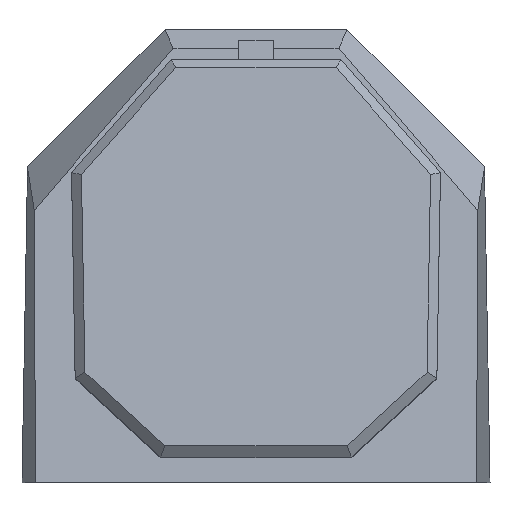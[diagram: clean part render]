
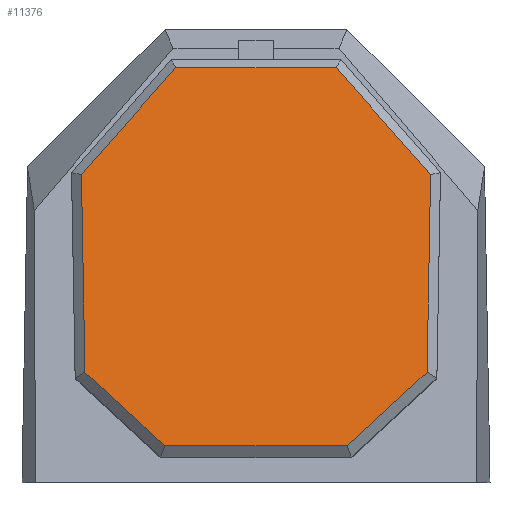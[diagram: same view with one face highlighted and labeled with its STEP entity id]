
A CAD part, front view. The second image highlights one B-rep face of the part: STEP entity #11376.
In plain terms, the highlighted face is planar.
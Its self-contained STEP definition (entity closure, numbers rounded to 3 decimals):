
#6817=DIRECTION('',(-0.682,0.,0.731));
#6818=VECTOR('',#6817,22.169);
#6819=CARTESIAN_POINT('',(38.95,0.,18.512));
#6820=LINE('',#6819,#6818);
#6824=DIRECTION('',(0.,0.,1.));
#6825=VECTOR('',#6824,37.024);
#6826=CARTESIAN_POINT('',(38.95,0.,-18.512));
#6827=LINE('',#6826,#6825);
#6831=DIRECTION('',(0.682,0.,0.731));
#6832=VECTOR('',#6831,22.169);
#6833=CARTESIAN_POINT('',(23.831,0.,-34.726));
#6834=LINE('',#6833,#6832);
#6838=DIRECTION('',(1.,0.,0.017));
#6839=VECTOR('',#6838,40.759);
#6840=CARTESIAN_POINT('',(-16.922,0.,-35.437));
#6841=LINE('',#6840,#6839);
#6845=DIRECTION('',(0.755,0.,-0.656));
#6846=VECTOR('',#6845,29.187);
#6847=CARTESIAN_POINT('',(-38.95,0.,-16.289));
#6848=LINE('',#6847,#6846);
#6852=DIRECTION('',(0.,0.,-1.));
#6853=VECTOR('',#6852,32.577);
#6854=CARTESIAN_POINT('',(-38.95,0.,16.289));
#6855=LINE('',#6854,#6853);
#6859=DIRECTION('',(-0.755,0.,-0.656));
#6860=VECTOR('',#6859,29.187);
#6861=CARTESIAN_POINT('',(-16.922,0.,35.437));
#6862=LINE('',#6861,#6860);
#6866=DIRECTION('',(-1.,0.,0.017));
#6867=VECTOR('',#6866,40.759);
#6868=CARTESIAN_POINT('',(23.831,0.,34.726));
#6869=LINE('',#6868,#6867);
#11325=CARTESIAN_POINT('',(38.95,0.,18.512));
#11326=CARTESIAN_POINT('',(23.831,0.,34.726));
#11327=VERTEX_POINT('',#11325);
#11328=VERTEX_POINT('',#11326);
#11329=CARTESIAN_POINT('',(-16.922,0.,35.437));
#11330=VERTEX_POINT('',#11329);
#11333=CARTESIAN_POINT('',(-38.95,0.,16.289));
#11334=VERTEX_POINT('',#11333);
#11339=CARTESIAN_POINT('',(-38.95,0.,-16.289));
#11340=VERTEX_POINT('',#11339);
#11343=CARTESIAN_POINT('',(-16.922,0.,-35.437));
#11344=VERTEX_POINT('',#11343);
#11347=CARTESIAN_POINT('',(23.831,0.,-34.726));
#11348=VERTEX_POINT('',#11347);
#11349=CARTESIAN_POINT('',(38.95,0.,-18.512));
#11350=VERTEX_POINT('',#11349);
#11353=CARTESIAN_POINT('',(0.,0.,0.));
#11354=DIRECTION('',(0.,1.,0.));
#11355=DIRECTION('',(1.,0.,0.));
#11356=AXIS2_PLACEMENT_3D('',#11353,#11354,#11355);
#11357=PLANE('',#11356);
#11359=ORIENTED_EDGE('',*,*,#11358,.F.);
#11361=ORIENTED_EDGE('',*,*,#11360,.F.);
#11363=ORIENTED_EDGE('',*,*,#11362,.F.);
#11365=ORIENTED_EDGE('',*,*,#11364,.F.);
#11367=ORIENTED_EDGE('',*,*,#11366,.F.);
#11369=ORIENTED_EDGE('',*,*,#11368,.F.);
#11371=ORIENTED_EDGE('',*,*,#11370,.F.);
#11373=ORIENTED_EDGE('',*,*,#11372,.F.);
#11374=EDGE_LOOP('',(#11359,#11361,#11363,#11365,#11367,#11369,#11371,#11373));
#11375=FACE_OUTER_BOUND('',#11374,.F.);
#11376=ADVANCED_FACE('',(#11375),#11357,.F.);
#11358=EDGE_CURVE('',#11327,#11328,#6820,.T.);
#11360=EDGE_CURVE('',#11350,#11327,#6827,.T.);
#11362=EDGE_CURVE('',#11348,#11350,#6834,.T.);
#11364=EDGE_CURVE('',#11344,#11348,#6841,.T.);
#11366=EDGE_CURVE('',#11340,#11344,#6848,.T.);
#11368=EDGE_CURVE('',#11334,#11340,#6855,.T.);
#11370=EDGE_CURVE('',#11330,#11334,#6862,.T.);
#11372=EDGE_CURVE('',#11328,#11330,#6869,.T.);
